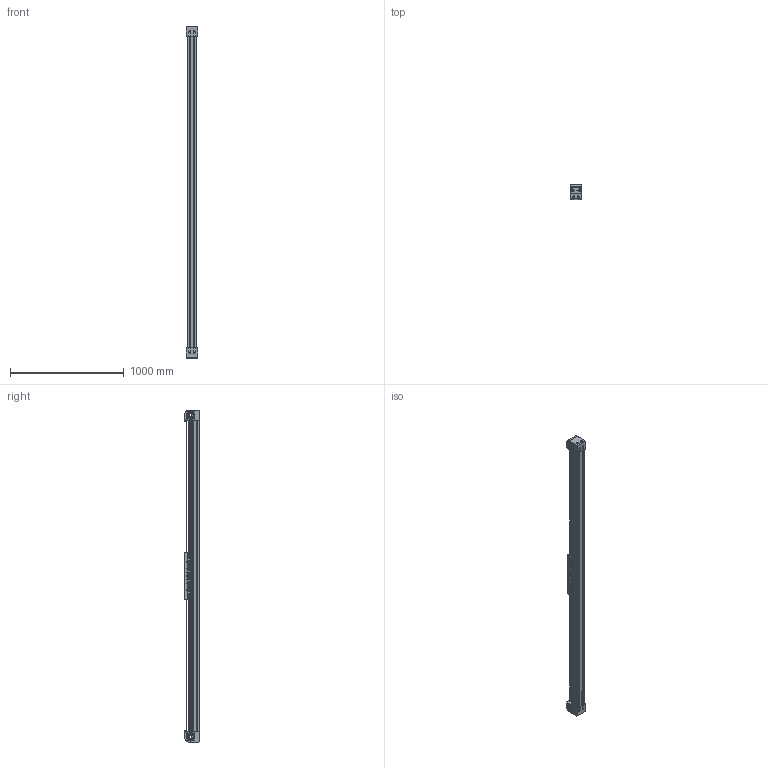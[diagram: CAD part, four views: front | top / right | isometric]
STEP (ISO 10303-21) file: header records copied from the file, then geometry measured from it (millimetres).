
FILE_DESCRIPTION (( 'STEP AP214' ), '1' );
FILE_NAME ('BLM80-2300.STEP', '2023-03-14T07:54:34', ( '' ), ( '' ), 'SwSTEP 2.0', 'SolidWorks 2023', '' );
FILE_SCHEMA (( 'AUTOMOTIVE_DESIGN' ));
Length unit declared in the file: millimetre
Products named in the file (1): BLM80-2300
Bounding box: 100 x 130 x 2924 mm (x, y, z)
Volume: 18733075.1 mm3; surface area: 2781569.7 mm2
Topology: 49 solids, 57 shells, 5685 faces, 16065 edges, 10565 vertices
Faces by surface type: plane 3197, cylinder 2160, torus 152, sphere 100, cone 52, bspline 24
Entity records: 251892 total; most frequent: CARTESIAN_POINT 38672, DIRECTION 31734, ORIENTED_EDGE 31522, EDGE_CURVE 15761, AXIS2_PLACEMENT_3D 10597, VECTOR 10540, LINE 10540, VERTEX_POINT 10373
